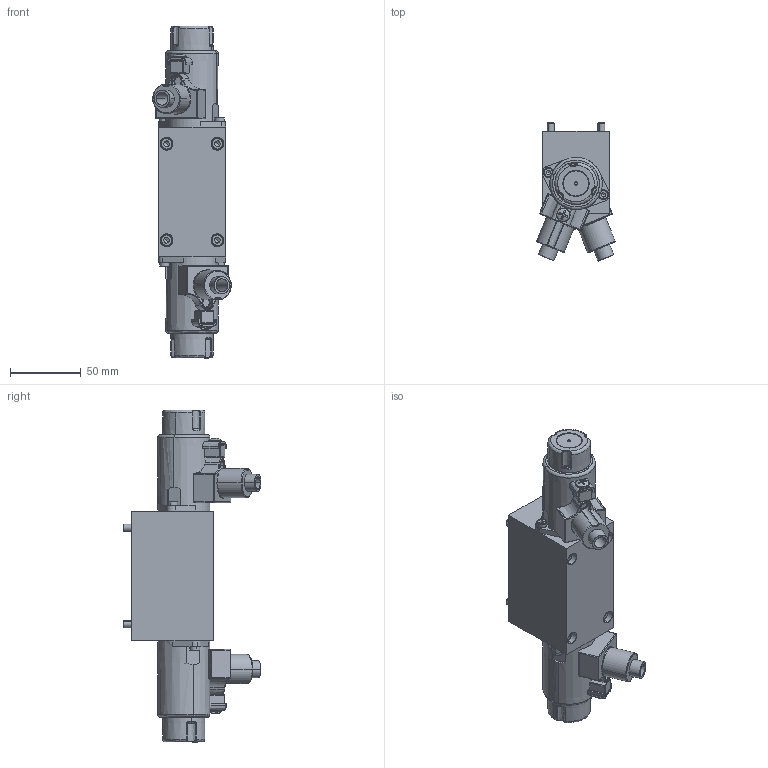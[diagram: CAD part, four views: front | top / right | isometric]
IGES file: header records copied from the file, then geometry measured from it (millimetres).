
Start section: SolidWorks IGES file using analytic representation for surfaces
Global section: file name: MHFOX-41.igs; native system: SolidWorks 2014; preprocessor: SolidWorks 2014; author: serviziopdm; date: 160803.085852; units: millimetre
Bounding box: 55.51 x 97.63 x 235 mm (x, y, z)
Surface area: 78569.5 mm2 (no closed solid volume)
Topology: 0 solids, 0 shells, 1015 faces, 11915 edges, 11857 vertices
Faces by surface type: revolution 529, bspline 486
